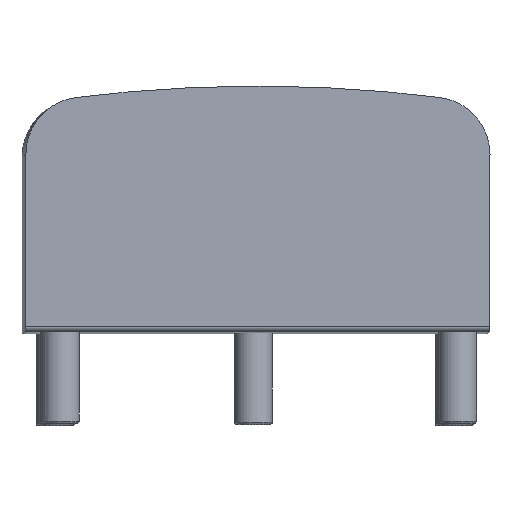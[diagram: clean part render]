
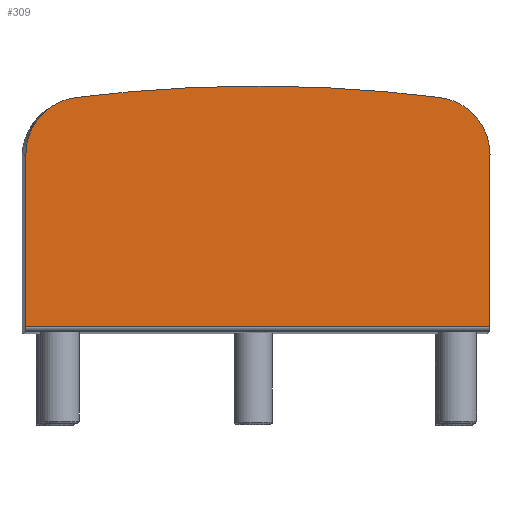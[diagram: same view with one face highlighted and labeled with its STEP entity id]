
A CAD part, top view. The second image highlights one B-rep face of the part: STEP entity #309.
In plain terms, the highlighted planar face has unit normal (0.003, 0, 1).
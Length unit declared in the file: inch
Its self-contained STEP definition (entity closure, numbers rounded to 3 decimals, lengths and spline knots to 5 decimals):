
#51=PLANE('',#335);
#62=FACE_OUTER_BOUND('',#81,.T.);
#81=EDGE_LOOP('',(#232,#233,#234,#235,#236,#237,#238,#239));
#108=LINE('',#505,#126);
#109=LINE('',#507,#127);
#110=LINE('',#509,#128);
#111=LINE('',#514,#129);
#126=VECTOR('',#394,9.00364);
#127=VECTOR('',#395,24.25001);
#128=VECTOR('',#396,8.99879);
#129=VECTOR('',#401,1.71382);
#142=CIRCLE('',#331,3.);
#143=CIRCLE('',#333,76.89616);
#145=CIRCLE('',#336,3.);
#146=CIRCLE('',#337,76.89616);
#162=VERTEX_POINT('',#492);
#163=VERTEX_POINT('',#494);
#164=VERTEX_POINT('',#498);
#166=VERTEX_POINT('',#504);
#167=VERTEX_POINT('',#506);
#168=VERTEX_POINT('',#508);
#169=VERTEX_POINT('',#510);
#170=VERTEX_POINT('',#512);
#189=EDGE_CURVE('',#162,#163,#142,.T.);
#191=EDGE_CURVE('',#164,#163,#143,.T.);
#194=EDGE_CURVE('',#162,#166,#108,.T.);
#195=EDGE_CURVE('',#167,#166,#109,.T.);
#196=EDGE_CURVE('',#167,#168,#110,.T.);
#197=EDGE_CURVE('',#169,#168,#145,.T.);
#198=EDGE_CURVE('',#169,#170,#146,.T.);
#199=EDGE_CURVE('',#170,#164,#111,.T.);
#232=ORIENTED_EDGE('',*,*,#189,.F.);
#233=ORIENTED_EDGE('',*,*,#194,.T.);
#234=ORIENTED_EDGE('',*,*,#195,.F.);
#235=ORIENTED_EDGE('',*,*,#196,.T.);
#236=ORIENTED_EDGE('',*,*,#197,.F.);
#237=ORIENTED_EDGE('',*,*,#198,.T.);
#238=ORIENTED_EDGE('',*,*,#199,.T.);
#239=ORIENTED_EDGE('',*,*,#191,.T.);
#309=ADVANCED_FACE('',(#62),#51,.T.);
#331=AXIS2_PLACEMENT_3D('',#495,#382,#383);
#333=AXIS2_PLACEMENT_3D('',#499,#387,#388);
#335=AXIS2_PLACEMENT_3D('',#503,#392,#393);
#336=AXIS2_PLACEMENT_3D('',#511,#397,#398);
#337=AXIS2_PLACEMENT_3D('',#513,#399,#400);
#382=DIRECTION('center_axis',(0.,0.,-1.));
#383=DIRECTION('ref_axis',(-0.749,0.662,0.));
#387=DIRECTION('center_axis',(0.,0.,1.));
#388=DIRECTION('ref_axis',(0.158,0.987,0.));
#392=DIRECTION('center_axis',(0.,0.,1.));
#393=DIRECTION('ref_axis',(1.,0.,0.));
#394=DIRECTION('',(-0.001,-1.,0.));
#395=DIRECTION('',(-1.,0.,0.));
#396=DIRECTION('',(0.001,1.,0.));
#397=DIRECTION('center_axis',(0.,0.,-1.));
#398=DIRECTION('ref_axis',(0.75,0.662,0.));
#399=DIRECTION('center_axis',(0.,0.,1.));
#400=DIRECTION('ref_axis',(0.158,0.987,0.));
#401=DIRECTION('',(-1.,0.,0.));
#492=CARTESIAN_POINT('',(4.89364,-4.41031,0.));
#494=CARTESIAN_POINT('',(7.52314,-1.43584,0.));
#495=CARTESIAN_POINT('Origin',(7.89363,-4.41287,0.));
#498=CARTESIAN_POINT('',(16.16286,-0.85194,0.));
#499=CARTESIAN_POINT('Origin',(17.01977,-77.74333,0.));
#503=CARTESIAN_POINT('Origin',(17.01531,-8.04905,0.));
#504=CARTESIAN_POINT('',(4.88594,-13.41394,0.));
#505=CARTESIAN_POINT('',(4.89586,-1.80895,0.));
#506=CARTESIAN_POINT('',(29.13595,-13.41394,0.));
#507=CARTESIAN_POINT('',(23.07552,-13.41394,0.));
#508=CARTESIAN_POINT('',(29.14364,-4.41515,0.));
#509=CARTESIAN_POINT('',(29.13574,-13.66394,0.));
#510=CARTESIAN_POINT('',(26.51405,-1.43554,0.));
#511=CARTESIAN_POINT('Origin',(26.14364,-4.41259,0.));
#512=CARTESIAN_POINT('',(17.87668,-0.85194,0.));
#513=CARTESIAN_POINT('Origin',(17.01977,-77.74333,0.));
#514=CARTESIAN_POINT('',(17.87668,-0.85194,0.));
